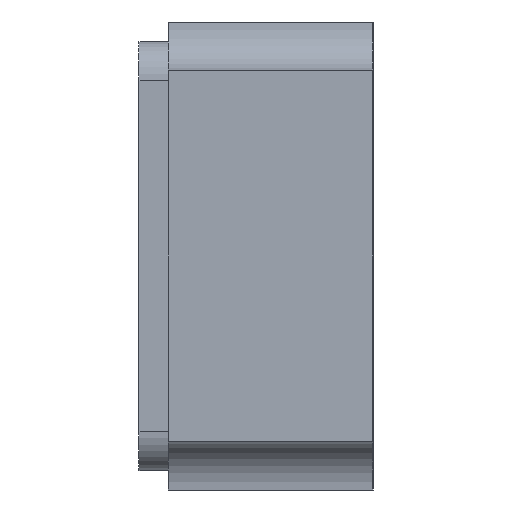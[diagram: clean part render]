
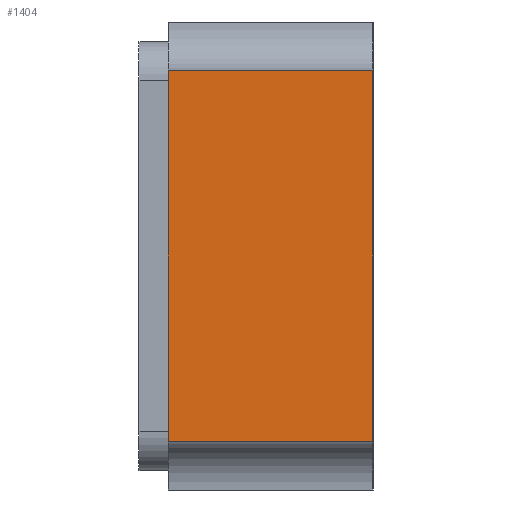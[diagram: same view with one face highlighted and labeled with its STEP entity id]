
A CAD part, left-side view. The second image highlights one B-rep face of the part: STEP entity #1404.
In plain terms, the highlighted planar face has unit normal (-1, 0, 0).
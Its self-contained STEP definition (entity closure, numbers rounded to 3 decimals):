
#57 = EDGE_CURVE ( 'NONE', #872, #294, #386, .T. ) ;
#82 = LINE ( 'NONE', #310, #757 ) ;
#142 = CARTESIAN_POINT ( 'NONE',  ( -1., 0., -0.475 ) ) ;
#251 = CARTESIAN_POINT ( 'NONE',  ( -1., 0., 0. ) ) ;
#294 = VERTEX_POINT ( 'NONE', #1325 ) ;
#295 = DIRECTION ( 'NONE',  ( 0., 0., 1. ) ) ;
#310 = CARTESIAN_POINT ( 'NONE',  ( -1., 0.6, -0.475 ) ) ;
#367 = DIRECTION ( 'NONE',  ( 0., 0., 1. ) ) ;
#386 = LINE ( 'NONE', #889, #1235 ) ;
#413 = PLANE ( 'NONE',  #736 ) ;
#429 = CARTESIAN_POINT ( 'NONE',  ( -1., 0.6, 0. ) ) ;
#463 = EDGE_LOOP ( 'NONE', ( #507, #1250, #1063, #871 ) ) ;
#501 = LINE ( 'NONE', #251, #1301 ) ;
#507 = ORIENTED_EDGE ( 'NONE', *, *, #886, .T. ) ;
#632 = CARTESIAN_POINT ( 'NONE',  ( -1., 0.525, -0.475 ) ) ;
#675 = DIRECTION ( 'NONE',  ( -1., 0., 0. ) ) ;
#736 = AXIS2_PLACEMENT_3D ( 'NONE', #429, #675, #914 ) ;
#757 = VECTOR ( 'NONE', #1387, 1000. ) ;
#794 = DIRECTION ( 'NONE',  ( 0., 1., 0. ) ) ;
#834 = LINE ( 'NONE', #1137, #1360 ) ;
#871 = ORIENTED_EDGE ( 'NONE', *, *, #57, .F. ) ;
#872 = VERTEX_POINT ( 'NONE', #632 ) ;
#886 = EDGE_CURVE ( 'NONE', #872, #1251, #82, .T. ) ;
#889 = CARTESIAN_POINT ( 'NONE',  ( -1., 0.525, 0. ) ) ;
#904 = EDGE_CURVE ( 'NONE', #1367, #294, #834, .T. ) ;
#914 = DIRECTION ( 'NONE',  ( 0., 0., 1. ) ) ;
#1063 = ORIENTED_EDGE ( 'NONE', *, *, #904, .T. ) ;
#1070 = EDGE_CURVE ( 'NONE', #1251, #1367, #501, .T. ) ;
#1137 = CARTESIAN_POINT ( 'NONE',  ( -1., 0.6, 0.475 ) ) ;
#1235 = VECTOR ( 'NONE', #295, 1000. ) ;
#1250 = ORIENTED_EDGE ( 'NONE', *, *, #1070, .T. ) ;
#1251 = VERTEX_POINT ( 'NONE', #142 ) ;
#1301 = VECTOR ( 'NONE', #367, 1000. ) ;
#1325 = CARTESIAN_POINT ( 'NONE',  ( -1., 0.525, 0.475 ) ) ;
#1339 = FACE_OUTER_BOUND ( 'NONE', #463, .T. ) ;
#1360 = VECTOR ( 'NONE', #794, 1000. ) ;
#1367 = VERTEX_POINT ( 'NONE', #1477 ) ;
#1387 = DIRECTION ( 'NONE',  ( 0., -1., 0. ) ) ;
#1404 = ADVANCED_FACE ( 'NONE', ( #1339 ), #413, .T. ) ;
#1477 = CARTESIAN_POINT ( 'NONE',  ( -1., 0., 0.475 ) ) ;
